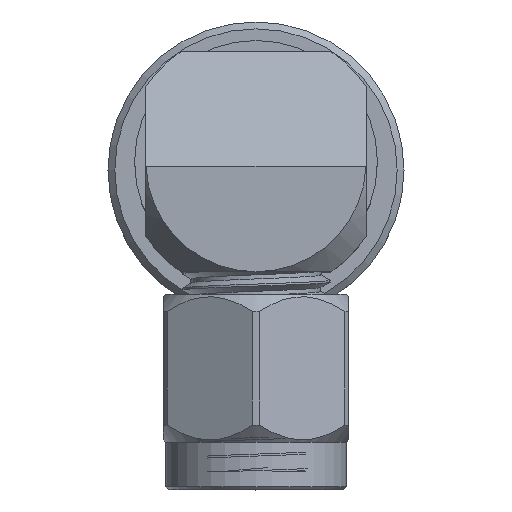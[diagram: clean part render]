
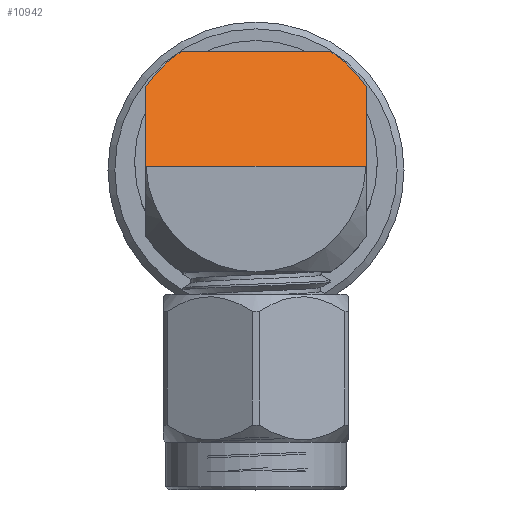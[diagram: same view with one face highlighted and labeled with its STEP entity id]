
A CAD part, top view. The second image highlights one B-rep face of the part: STEP entity #10942.
In plain terms, the highlighted face is planar.
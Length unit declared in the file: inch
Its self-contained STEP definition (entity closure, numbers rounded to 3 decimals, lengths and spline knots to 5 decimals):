
#64 = ORIENTED_EDGE ( 'NONE', *, *, #6708, .F. ) ;
#93 = EDGE_CURVE ( 'NONE', #10911, #4204, #9493, .T. ) ;
#242 = EDGE_CURVE ( 'NONE', #4204, #8109, #4547, .T. ) ;
#401 = DIRECTION ( 'NONE',  ( -0.643, -0.766, 0. ) ) ;
#411 =( BOUNDED_CURVE ( )  B_SPLINE_CURVE ( 3, ( #495, #11216, #9506, #4658 ),
 .UNSPECIFIED., .F., .T. ) 
 B_SPLINE_CURVE_WITH_KNOTS ( ( 4, 4 ),
 ( 2.16843, 2.54395 ),
 .UNSPECIFIED. ) 
 CURVE ( )  GEOMETRIC_REPRESENTATION_ITEM ( )  RATIONAL_B_SPLINE_CURVE ( ( 1., 0.988, 0.988, 1. ) ) 
 REPRESENTATION_ITEM ( '' )  );
#495 = CARTESIAN_POINT ( 'NONE',  ( -0.04701, 0.12661, -0.186 ) ) ;
#566 = VERTEX_POINT ( 'NONE', #10123 ) ;
#654 = CARTESIAN_POINT ( 'NONE',  ( -0.15987, -0.0079, -0.18594 ) ) ;
#1116 = EDGE_CURVE ( 'NONE', #7532, #1226, #5833, .T. ) ;
#1206 = CARTESIAN_POINT ( 'NONE',  ( -0.1598, -0.00782, -0.186 ) ) ;
#1226 = VERTEX_POINT ( 'NONE', #1206 ) ;
#1295 = CARTESIAN_POINT ( 'NONE',  ( -0.08993, 0.07546, 0.186 ) ) ;
#1372 = VERTEX_POINT ( 'NONE', #3230 ) ;
#2216 =( BOUNDED_CURVE ( )  B_SPLINE_CURVE ( 3, ( #6911, #654, #6880, #5103 ),
 .UNSPECIFIED., .F., .T. ) 
 B_SPLINE_CURVE_WITH_KNOTS ( ( 4, 4 ),
 ( 2.38134, 2.38223 ),
 .UNSPECIFIED. ) 
 CURVE ( )  GEOMETRIC_REPRESENTATION_ITEM ( )  RATIONAL_B_SPLINE_CURVE ( ( 1., 1., 1., 1. ) ) 
 REPRESENTATION_ITEM ( '' )  );
#2226 = CARTESIAN_POINT ( 'NONE',  ( -0.04701, 0.12661, 0.186 ) ) ;
#2614 = DIRECTION ( 'NONE',  ( -0.766, 0.643, 0. ) ) ;
#2680 = VECTOR ( 'NONE', #10919, 39.37008 ) ;
#2725 = CARTESIAN_POINT ( 'NONE',  ( 0.00283, 0.186, 0.186 ) ) ;
#2887 = ORIENTED_EDGE ( 'NONE', *, *, #9717, .T. ) ;
#3230 = CARTESIAN_POINT ( 'NONE',  ( 0.00283, 0.186, 0.12661 ) ) ;
#3330 = ORIENTED_EDGE ( 'NONE', *, *, #1116, .T. ) ;
#3440 = DIRECTION ( 'NONE',  ( 0., 0., 1. ) ) ;
#3591 = ORIENTED_EDGE ( 'NONE', *, *, #3930, .F. ) ;
#3666 =( BOUNDED_CURVE ( )  B_SPLINE_CURVE ( 3, ( #8436, #4872, #5780, #2226 ),
 .UNSPECIFIED., .F., .T. ) 
 B_SPLINE_CURVE_WITH_KNOTS ( ( 4, 4 ),
 ( 3.73923, 4.11475 ),
 .UNSPECIFIED. ) 
 CURVE ( )  GEOMETRIC_REPRESENTATION_ITEM ( )  RATIONAL_B_SPLINE_CURVE ( ( 1., 0.988, 0.988, 1. ) ) 
 REPRESENTATION_ITEM ( '' )  );
#3880 = VERTEX_POINT ( 'NONE', #9055 ) ;
#3930 = EDGE_CURVE ( 'NONE', #7532, #3880, #411, .T. ) ;
#4008 = CARTESIAN_POINT ( 'NONE',  ( -0.16, -0.00805, -0.18583 ) ) ;
#4192 = ORIENTED_EDGE ( 'NONE', *, *, #11462, .T. ) ;
#4204 = VERTEX_POINT ( 'NONE', #6361 ) ;
#4547 =( BOUNDED_CURVE ( )  B_SPLINE_CURVE ( 3, ( #5027, #8729, #5967, #11287 ),
 .UNSPECIFIED., .F., .T. ) 
 B_SPLINE_CURVE_WITH_KNOTS ( ( 4, 4 ),
 ( 3.90095, 3.90184 ),
 .UNSPECIFIED. ) 
 CURVE ( )  GEOMETRIC_REPRESENTATION_ITEM ( )  RATIONAL_B_SPLINE_CURVE ( ( 1., 1., 1., 1. ) ) 
 REPRESENTATION_ITEM ( '' )  );
#4658 = CARTESIAN_POINT ( 'NONE',  ( 0.00283, 0.186, -0.12661 ) ) ;
#4872 = CARTESIAN_POINT ( 'NONE',  ( -0.01055, 0.17006, 0.15003 ) ) ;
#5027 = CARTESIAN_POINT ( 'NONE',  ( -0.16, -0.00805, 0.18583 ) ) ;
#5103 = CARTESIAN_POINT ( 'NONE',  ( -0.16, -0.00805, -0.18583 ) ) ;
#5780 = CARTESIAN_POINT ( 'NONE',  ( -0.02736, 0.15003, 0.17006 ) ) ;
#5833 = LINE ( 'NONE', #9066, #6108 ) ;
#5951 = PLANE ( 'NONE',  #9077 ) ;
#5967 = CARTESIAN_POINT ( 'NONE',  ( -0.15987, -0.0079, 0.18594 ) ) ;
#6108 = VECTOR ( 'NONE', #9894, 39.37008 ) ;
#6361 = CARTESIAN_POINT ( 'NONE',  ( -0.16, -0.00805, 0.18583 ) ) ;
#6509 = CARTESIAN_POINT ( 'NONE',  ( -0.1598, -0.00782, 0.186 ) ) ;
#6683 = CARTESIAN_POINT ( 'NONE',  ( -0.04701, 0.12661, -0.186 ) ) ;
#6708 = EDGE_CURVE ( 'NONE', #566, #8109, #10139, .T. ) ;
#6754 = FACE_OUTER_BOUND ( 'NONE', #8536, .T. ) ;
#6880 = CARTESIAN_POINT ( 'NONE',  ( -0.15993, -0.00798, -0.18588 ) ) ;
#6911 = CARTESIAN_POINT ( 'NONE',  ( -0.1598, -0.00782, -0.186 ) ) ;
#7023 = LINE ( 'NONE', #2725, #2680 ) ;
#7335 = CARTESIAN_POINT ( 'NONE',  ( -0.16, -0.00805, 0.186 ) ) ;
#7532 = VERTEX_POINT ( 'NONE', #6683 ) ;
#7604 = EDGE_CURVE ( 'NONE', #1372, #566, #3666, .T. ) ;
#7751 = CARTESIAN_POINT ( 'NONE',  ( 0.02041, 0.20695, 0.736 ) ) ;
#7862 = DIRECTION ( 'NONE',  ( -0.643, -0.766, 0. ) ) ;
#8109 = VERTEX_POINT ( 'NONE', #6509 ) ;
#8436 = CARTESIAN_POINT ( 'NONE',  ( 0.00283, 0.186, 0.12661 ) ) ;
#8536 = EDGE_LOOP ( 'NONE', ( #2887, #9521, #11183, #64, #9335, #4192, #3591, #3330 ) ) ;
#8729 = CARTESIAN_POINT ( 'NONE',  ( -0.15993, -0.00798, 0.18588 ) ) ;
#9007 = VECTOR ( 'NONE', #401, 39.37008 ) ;
#9055 = CARTESIAN_POINT ( 'NONE',  ( 0.00283, 0.186, -0.12661 ) ) ;
#9066 = CARTESIAN_POINT ( 'NONE',  ( -0.08993, 0.07546, -0.186 ) ) ;
#9077 = AXIS2_PLACEMENT_3D ( 'NONE', #7751, #2614, #7862 ) ;
#9335 = ORIENTED_EDGE ( 'NONE', *, *, #7604, .F. ) ;
#9343 = VECTOR ( 'NONE', #3440, 39.37008 ) ;
#9493 = LINE ( 'NONE', #7335, #9343 ) ;
#9506 = CARTESIAN_POINT ( 'NONE',  ( -0.01055, 0.17006, -0.15003 ) ) ;
#9521 = ORIENTED_EDGE ( 'NONE', *, *, #93, .T. ) ;
#9717 = EDGE_CURVE ( 'NONE', #1226, #10911, #2216, .T. ) ;
#9894 = DIRECTION ( 'NONE',  ( -0.643, -0.766, 0. ) ) ;
#10123 = CARTESIAN_POINT ( 'NONE',  ( -0.04701, 0.12661, 0.186 ) ) ;
#10139 = LINE ( 'NONE', #1295, #9007 ) ;
#10911 = VERTEX_POINT ( 'NONE', #4008 ) ;
#10919 = DIRECTION ( 'NONE',  ( 0., 0., -1. ) ) ;
#10942 = ADVANCED_FACE ( 'NONE', ( #6754 ), #5951, .T. ) ;
#11183 = ORIENTED_EDGE ( 'NONE', *, *, #242, .T. ) ;
#11216 = CARTESIAN_POINT ( 'NONE',  ( -0.02736, 0.15003, -0.17006 ) ) ;
#11287 = CARTESIAN_POINT ( 'NONE',  ( -0.1598, -0.00782, 0.186 ) ) ;
#11462 = EDGE_CURVE ( 'NONE', #1372, #3880, #7023, .T. ) ;
